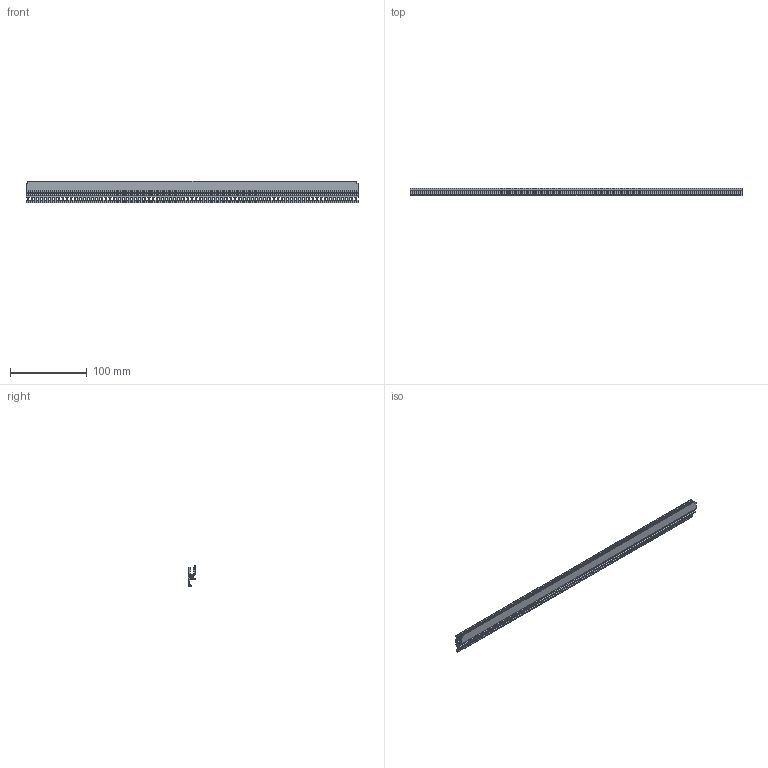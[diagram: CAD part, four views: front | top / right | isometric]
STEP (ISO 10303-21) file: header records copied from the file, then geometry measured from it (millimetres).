
FILE_DESCRIPTION((''),'2;1');
FILE_NAME('34560184_3D.stp', '2006-07-17T10:17:51',('User'),('SDRC'),'I-DEAS Master Series 9','UNIX', 'Yes');
FILE_SCHEMA(('AUTOMOTIVE_DESIGN { 1 0 10303 214 1 1 1 1 }'));
Length unit declared in the file: millimetre
Products named in the file (1): 34560-184-o
Bounding box: 431.8 x 10 x 28.5 mm (x, y, z)
Volume: 45515.3 mm3; surface area: 53933.8 mm2
Topology: 1 solids, 1 shells, 484 faces, 1440 edges, 958 vertices
Faces by surface type: bspline 484
Entity records: 15051 total; most frequent: CARTESIAN_POINT 6195, ORIENTED_EDGE 2880, EDGE_CURVE 1440, VERTEX_POINT 958, QUASI_UNIFORM_CURVE 923, EDGE_LOOP 652, FACE_OUTER_BOUND 484, ADVANCED_FACE 484
